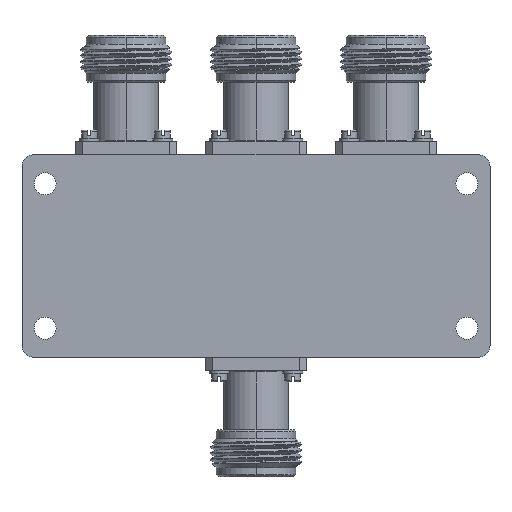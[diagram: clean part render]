
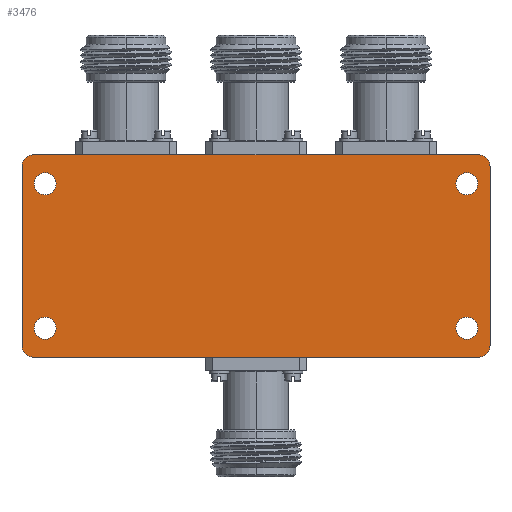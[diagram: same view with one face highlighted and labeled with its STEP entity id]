
A CAD part, front view. The second image highlights one B-rep face of the part: STEP entity #3476.
In plain terms, the highlighted planar face has unit normal (0, -1, 0).
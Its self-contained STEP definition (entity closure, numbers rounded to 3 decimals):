
#19 = CIRCLE ( 'NONE', #4024, 1.9 ) ;
#32 = CIRCLE ( 'NONE', #1631, 1.9 ) ;
#45 = ORIENTED_EDGE ( 'NONE', *, *, #4675, .T. ) ;
#70 = VERTEX_POINT ( 'NONE', #5372 ) ;
#74 = ORIENTED_EDGE ( 'NONE', *, *, #1398, .T. ) ;
#92 = FACE_BOUND ( 'NONE', #3296, .T. ) ;
#108 = AXIS2_PLACEMENT_3D ( 'NONE', #5219, #4196, #6124 ) ;
#130 = EDGE_LOOP ( 'NONE', ( #5739, #910, #1405, #931, #3778, #3200, #4326, #378 ) ) ;
#146 = VERTEX_POINT ( 'NONE', #6212 ) ;
#196 = CARTESIAN_POINT ( 'NONE',  ( 36.5, -11., -14.4 ) ) ;
#234 = CARTESIAN_POINT ( 'NONE',  ( 36.5, -11., -10.6 ) ) ;
#286 = ORIENTED_EDGE ( 'NONE', *, *, #2793, .T. ) ;
#313 = CIRCLE ( 'NONE', #3520, 1.9 ) ;
#326 = EDGE_CURVE ( 'NONE', #3869, #2261, #19, .T. ) ;
#331 = EDGE_CURVE ( 'NONE', #1219, #403, #3527, .T. ) ;
#378 = ORIENTED_EDGE ( 'NONE', *, *, #331, .T. ) ;
#385 = DIRECTION ( 'NONE',  ( 0., 0., 1. ) ) ;
#388 = VERTEX_POINT ( 'NONE', #2015 ) ;
#391 = CARTESIAN_POINT ( 'NONE',  ( -36.5, -11., -12.5 ) ) ;
#397 = LINE ( 'NONE', #2321, #5680 ) ;
#403 = VERTEX_POINT ( 'NONE', #5832 ) ;
#434 = VERTEX_POINT ( 'NONE', #2923 ) ;
#443 = AXIS2_PLACEMENT_3D ( 'NONE', #1960, #4734, #3404 ) ;
#539 = AXIS2_PLACEMENT_3D ( 'NONE', #4767, #2376, #6192 ) ;
#666 = LINE ( 'NONE', #4519, #1944 ) ;
#723 = VERTEX_POINT ( 'NONE', #5686 ) ;
#726 = EDGE_CURVE ( 'NONE', #2261, #3869, #313, .T. ) ;
#757 = CARTESIAN_POINT ( 'NONE',  ( 40.5, -11., 15.5 ) ) ;
#764 = CARTESIAN_POINT ( 'NONE',  ( -40.5, -11., -17.5 ) ) ;
#834 = ORIENTED_EDGE ( 'NONE', *, *, #1439, .T. ) ;
#910 = ORIENTED_EDGE ( 'NONE', *, *, #2087, .T. ) ;
#931 = ORIENTED_EDGE ( 'NONE', *, *, #5377, .T. ) ;
#1219 = VERTEX_POINT ( 'NONE', #757 ) ;
#1299 = DIRECTION ( 'NONE',  ( 0., 1., 0. ) ) ;
#1359 = CARTESIAN_POINT ( 'NONE',  ( 36.5, -11., -12.5 ) ) ;
#1369 = EDGE_CURVE ( 'NONE', #723, #388, #5560, .T. ) ;
#1398 = EDGE_CURVE ( 'NONE', #388, #723, #6155, .T. ) ;
#1405 = ORIENTED_EDGE ( 'NONE', *, *, #3001, .T. ) ;
#1417 = DIRECTION ( 'NONE',  ( 0., 0., -1. ) ) ;
#1439 = EDGE_CURVE ( 'NONE', #6208, #5151, #2127, .T. ) ;
#1462 = CARTESIAN_POINT ( 'NONE',  ( -40.5, -11., 15.5 ) ) ;
#1631 = AXIS2_PLACEMENT_3D ( 'NONE', #4594, #2535, #2198 ) ;
#1647 = CARTESIAN_POINT ( 'NONE',  ( -40.5, -11., 17.5 ) ) ;
#1679 = CARTESIAN_POINT ( 'NONE',  ( -40.5, -11., -15.5 ) ) ;
#1751 = AXIS2_PLACEMENT_3D ( 'NONE', #1987, #2513, #4920 ) ;
#1823 = CARTESIAN_POINT ( 'NONE',  ( -38.5, -11., -15.5 ) ) ;
#1825 = AXIS2_PLACEMENT_3D ( 'NONE', #2713, #5628, #385 ) ;
#1830 = AXIS2_PLACEMENT_3D ( 'NONE', #1989, #3462, #2895 ) ;
#1843 = DIRECTION ( 'NONE',  ( 0., 0., -1. ) ) ;
#1944 = VECTOR ( 'NONE', #4939, 1000. ) ;
#1960 = CARTESIAN_POINT ( 'NONE',  ( 38.5, -11., -15.5 ) ) ;
#1970 = AXIS2_PLACEMENT_3D ( 'NONE', #1823, #5215, #1417 ) ;
#1987 = CARTESIAN_POINT ( 'NONE',  ( 0., -11., 0. ) ) ;
#1989 = CARTESIAN_POINT ( 'NONE',  ( 38.5, -11., 15.5 ) ) ;
#2015 = CARTESIAN_POINT ( 'NONE',  ( 36.5, -11., 10.6 ) ) ;
#2087 = EDGE_CURVE ( 'NONE', #3776, #3055, #4656, .T. ) ;
#2127 = CIRCLE ( 'NONE', #2429, 1.9 ) ;
#2152 = CIRCLE ( 'NONE', #2953, 1.9 ) ;
#2198 = DIRECTION ( 'NONE',  ( 0., 0., 1. ) ) ;
#2252 = VECTOR ( 'NONE', #3192, 1000. ) ;
#2261 = VERTEX_POINT ( 'NONE', #234 ) ;
#2268 = DIRECTION ( 'NONE',  ( 0., 0., -1. ) ) ;
#2321 = CARTESIAN_POINT ( 'NONE',  ( -40.5, -11., 17.5 ) ) ;
#2376 = DIRECTION ( 'NONE',  ( 0., 1., 0. ) ) ;
#2406 = ORIENTED_EDGE ( 'NONE', *, *, #326, .T. ) ;
#2424 = FACE_OUTER_BOUND ( 'NONE', #130, .T. ) ;
#2429 = AXIS2_PLACEMENT_3D ( 'NONE', #2458, #2890, #4316 ) ;
#2458 = CARTESIAN_POINT ( 'NONE',  ( -36.5, -11., 12.5 ) ) ;
#2459 = FACE_BOUND ( 'NONE', #5146, .T. ) ;
#2513 = DIRECTION ( 'NONE',  ( 0., -1., 0. ) ) ;
#2535 = DIRECTION ( 'NONE',  ( 0., 1., 0. ) ) ;
#2562 = DIRECTION ( 'NONE',  ( -1., 0., 0. ) ) ;
#2592 = VERTEX_POINT ( 'NONE', #2873 ) ;
#2713 = CARTESIAN_POINT ( 'NONE',  ( 36.5, -11., 12.5 ) ) ;
#2793 = EDGE_CURVE ( 'NONE', #70, #434, #32, .T. ) ;
#2821 = EDGE_CURVE ( 'NONE', #2947, #1219, #666, .T. ) ;
#2873 = CARTESIAN_POINT ( 'NONE',  ( -38.5, -11., -17.5 ) ) ;
#2882 = CARTESIAN_POINT ( 'NONE',  ( -38.5, -11., 15.5 ) ) ;
#2884 = ORIENTED_EDGE ( 'NONE', *, *, #726, .T. ) ;
#2890 = DIRECTION ( 'NONE',  ( 0., 1., 0. ) ) ;
#2895 = DIRECTION ( 'NONE',  ( 0., 0., -1. ) ) ;
#2923 = CARTESIAN_POINT ( 'NONE',  ( -36.5, -11., -10.6 ) ) ;
#2947 = VERTEX_POINT ( 'NONE', #4655 ) ;
#2953 = AXIS2_PLACEMENT_3D ( 'NONE', #391, #3725, #3195 ) ;
#3001 = EDGE_CURVE ( 'NONE', #3055, #3828, #397, .T. ) ;
#3030 = LINE ( 'NONE', #1647, #3194 ) ;
#3055 = VERTEX_POINT ( 'NONE', #1462 ) ;
#3120 = EDGE_LOOP ( 'NONE', ( #3486, #286 ) ) ;
#3192 = DIRECTION ( 'NONE',  ( 1., 0., 0. ) ) ;
#3194 = VECTOR ( 'NONE', #2562, 1000. ) ;
#3195 = DIRECTION ( 'NONE',  ( 0., 0., 1. ) ) ;
#3200 = ORIENTED_EDGE ( 'NONE', *, *, #4568, .T. ) ;
#3221 = LINE ( 'NONE', #764, #2252 ) ;
#3270 = DIRECTION ( 'NONE',  ( 0., 1., 0. ) ) ;
#3296 = EDGE_LOOP ( 'NONE', ( #834, #45 ) ) ;
#3360 = EDGE_CURVE ( 'NONE', #2592, #146, #3221, .T. ) ;
#3378 = CARTESIAN_POINT ( 'NONE',  ( -36.5, -11., 10.6 ) ) ;
#3404 = DIRECTION ( 'NONE',  ( 0., 0., -1. ) ) ;
#3425 = FACE_BOUND ( 'NONE', #4037, .T. ) ;
#3462 = DIRECTION ( 'NONE',  ( 0., -1., 0. ) ) ;
#3476 = ADVANCED_FACE ( 'NONE', ( #3425, #92, #2459, #5366, #2424 ), #4378, .T. ) ;
#3486 = ORIENTED_EDGE ( 'NONE', *, *, #4055, .T. ) ;
#3520 = AXIS2_PLACEMENT_3D ( 'NONE', #5716, #1299, #4287 ) ;
#3527 = CIRCLE ( 'NONE', #1830, 2. ) ;
#3725 = DIRECTION ( 'NONE',  ( 0., 1., 0. ) ) ;
#3776 = VERTEX_POINT ( 'NONE', #4906 ) ;
#3778 = ORIENTED_EDGE ( 'NONE', *, *, #3360, .T. ) ;
#3828 = VERTEX_POINT ( 'NONE', #1679 ) ;
#3869 = VERTEX_POINT ( 'NONE', #196 ) ;
#3967 = CIRCLE ( 'NONE', #539, 1.9 ) ;
#4024 = AXIS2_PLACEMENT_3D ( 'NONE', #1359, #3270, #5217 ) ;
#4037 = EDGE_LOOP ( 'NONE', ( #2884, #2406 ) ) ;
#4055 = EDGE_CURVE ( 'NONE', #434, #70, #2152, .T. ) ;
#4196 = DIRECTION ( 'NONE',  ( 0., 1., 0. ) ) ;
#4287 = DIRECTION ( 'NONE',  ( 0., 0., 1. ) ) ;
#4316 = DIRECTION ( 'NONE',  ( 0., 0., 1. ) ) ;
#4326 = ORIENTED_EDGE ( 'NONE', *, *, #2821, .T. ) ;
#4378 = PLANE ( 'NONE',  #1751 ) ;
#4519 = CARTESIAN_POINT ( 'NONE',  ( 40.5, -11., 17.5 ) ) ;
#4568 = EDGE_CURVE ( 'NONE', #146, #2947, #4575, .T. ) ;
#4575 = CIRCLE ( 'NONE', #443, 2. ) ;
#4594 = CARTESIAN_POINT ( 'NONE',  ( -36.5, -11., -12.5 ) ) ;
#4655 = CARTESIAN_POINT ( 'NONE',  ( 40.5, -11., -15.5 ) ) ;
#4656 = CIRCLE ( 'NONE', #5958, 2. ) ;
#4675 = EDGE_CURVE ( 'NONE', #5151, #6208, #3967, .T. ) ;
#4734 = DIRECTION ( 'NONE',  ( 0., -1., 0. ) ) ;
#4767 = CARTESIAN_POINT ( 'NONE',  ( -36.5, -11., 12.5 ) ) ;
#4809 = DIRECTION ( 'NONE',  ( 0., -1., 0. ) ) ;
#4906 = CARTESIAN_POINT ( 'NONE',  ( -38.5, -11., 17.5 ) ) ;
#4920 = DIRECTION ( 'NONE',  ( 0., 0., -1. ) ) ;
#4939 = DIRECTION ( 'NONE',  ( 0., 0., 1. ) ) ;
#5146 = EDGE_LOOP ( 'NONE', ( #5491, #74 ) ) ;
#5151 = VERTEX_POINT ( 'NONE', #3378 ) ;
#5215 = DIRECTION ( 'NONE',  ( 0., -1., 0. ) ) ;
#5217 = DIRECTION ( 'NONE',  ( 0., 0., 1. ) ) ;
#5219 = CARTESIAN_POINT ( 'NONE',  ( 36.5, -11., 12.5 ) ) ;
#5363 = CARTESIAN_POINT ( 'NONE',  ( -36.5, -11., 14.4 ) ) ;
#5366 = FACE_BOUND ( 'NONE', #3120, .T. ) ;
#5372 = CARTESIAN_POINT ( 'NONE',  ( -36.5, -11., -14.4 ) ) ;
#5377 = EDGE_CURVE ( 'NONE', #3828, #2592, #5890, .T. ) ;
#5491 = ORIENTED_EDGE ( 'NONE', *, *, #1369, .T. ) ;
#5560 = CIRCLE ( 'NONE', #1825, 1.9 ) ;
#5628 = DIRECTION ( 'NONE',  ( 0., 1., 0. ) ) ;
#5680 = VECTOR ( 'NONE', #1843, 1000. ) ;
#5686 = CARTESIAN_POINT ( 'NONE',  ( 36.5, -11., 14.4 ) ) ;
#5716 = CARTESIAN_POINT ( 'NONE',  ( 36.5, -11., -12.5 ) ) ;
#5739 = ORIENTED_EDGE ( 'NONE', *, *, #5825, .T. ) ;
#5825 = EDGE_CURVE ( 'NONE', #403, #3776, #3030, .T. ) ;
#5832 = CARTESIAN_POINT ( 'NONE',  ( 38.5, -11., 17.5 ) ) ;
#5890 = CIRCLE ( 'NONE', #1970, 2. ) ;
#5958 = AXIS2_PLACEMENT_3D ( 'NONE', #2882, #4809, #2268 ) ;
#6124 = DIRECTION ( 'NONE',  ( 0., 0., 1. ) ) ;
#6155 = CIRCLE ( 'NONE', #108, 1.9 ) ;
#6192 = DIRECTION ( 'NONE',  ( 0., 0., 1. ) ) ;
#6208 = VERTEX_POINT ( 'NONE', #5363 ) ;
#6212 = CARTESIAN_POINT ( 'NONE',  ( 38.5, -11., -17.5 ) ) ;
